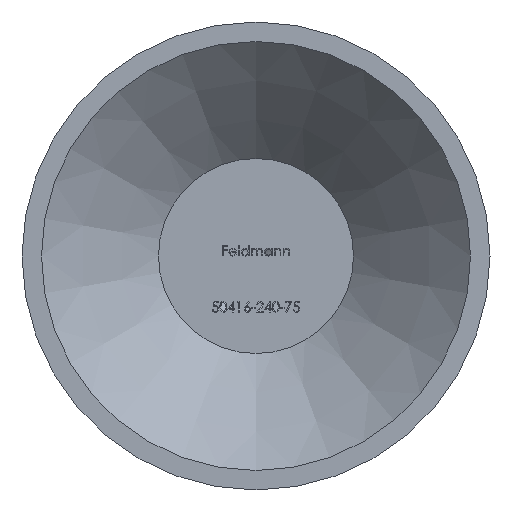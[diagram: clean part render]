
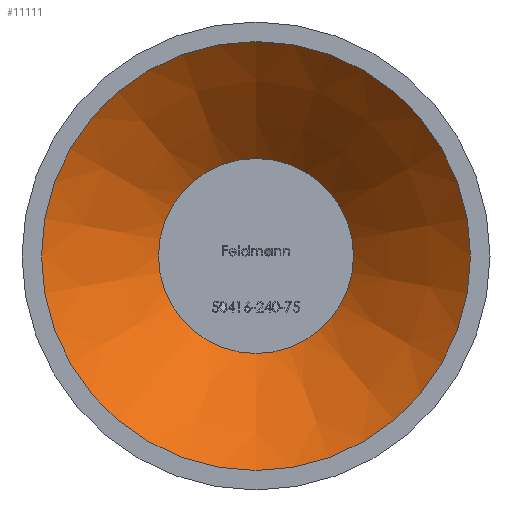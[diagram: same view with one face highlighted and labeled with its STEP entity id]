
A CAD part, front view. The second image highlights one B-rep face of the part: STEP entity #11111.
In plain terms, the highlighted conical face has half-angle 45 degrees and reference radius 5.5 mm.
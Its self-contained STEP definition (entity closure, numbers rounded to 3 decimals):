
#602 = CARTESIAN_POINT ( 'NONE',  ( 0., 3., 0. ) ) ;
#2055 = AXIS2_PLACEMENT_3D ( 'NONE', #9266, #12154, #12236 ) ;
#2863 = EDGE_LOOP ( 'NONE', ( #4504 ) ) ;
#3091 = AXIS2_PLACEMENT_3D ( 'NONE', #602, #7502, #11175 ) ;
#3362 = DIRECTION ( 'NONE',  ( 0., 0., -1. ) ) ;
#4150 = AXIS2_PLACEMENT_3D ( 'NONE', #8360, #5516, #3362 ) ;
#4504 = ORIENTED_EDGE ( 'NONE', *, *, #7961, .T. ) ;
#5516 = DIRECTION ( 'NONE',  ( 0., -1., 0. ) ) ;
#6134 = ORIENTED_EDGE ( 'NONE', *, *, #11786, .T. ) ;
#6503 = CIRCLE ( 'NONE', #2055, 5.5 ) ;
#7502 = DIRECTION ( 'NONE',  ( 0., 1., 0. ) ) ;
#7961 = EDGE_CURVE ( 'NONE', #11509, #11509, #9104, .T. ) ;
#8360 = CARTESIAN_POINT ( 'NONE',  ( 0., 0., 0. ) ) ;
#9104 = CIRCLE ( 'NONE', #3091, 2.5 ) ;
#9266 = CARTESIAN_POINT ( 'NONE',  ( 0., 0., 0. ) ) ;
#9272 = FACE_OUTER_BOUND ( 'NONE', #11488, .T. ) ;
#10207 = FACE_BOUND ( 'NONE', #2863, .T. ) ;
#11072 = CARTESIAN_POINT ( 'NONE',  ( 0., 0., -5.5 ) ) ;
#11111 = ADVANCED_FACE ( 'NONE', ( #10207, #9272 ), #11899, .F. ) ;
#11175 = DIRECTION ( 'NONE',  ( 0., 0., -1. ) ) ;
#11364 = VERTEX_POINT ( 'NONE', #11072 ) ;
#11488 = EDGE_LOOP ( 'NONE', ( #6134 ) ) ;
#11509 = VERTEX_POINT ( 'NONE', #12155 ) ;
#11786 = EDGE_CURVE ( 'NONE', #11364, #11364, #6503, .T. ) ;
#11899 = CONICAL_SURFACE ( 'NONE', #4150, 5.5, 0.785 ) ;
#12154 = DIRECTION ( 'NONE',  ( 0., -1., 0. ) ) ;
#12155 = CARTESIAN_POINT ( 'NONE',  ( 0., 3., -2.5 ) ) ;
#12236 = DIRECTION ( 'NONE',  ( 0., 0., -1. ) ) ;
